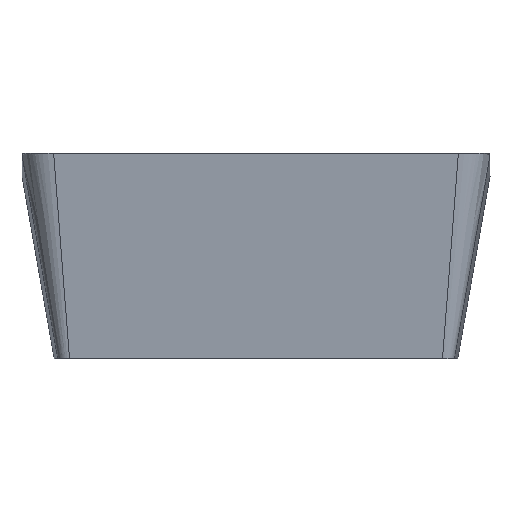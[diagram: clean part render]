
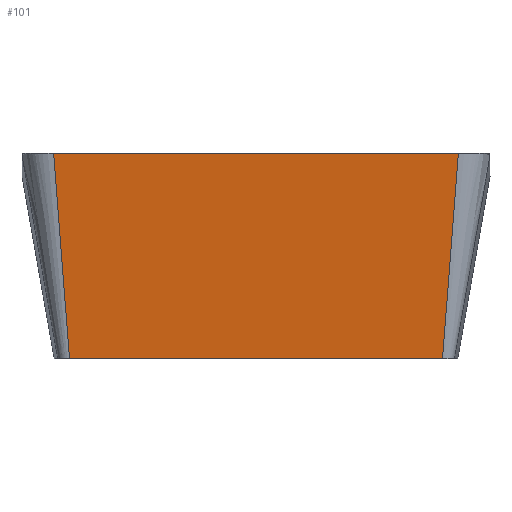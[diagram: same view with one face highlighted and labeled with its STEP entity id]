
A CAD part, front view. The second image highlights one B-rep face of the part: STEP entity #101.
In plain terms, the highlighted planar face has unit normal (0, -0.995, -0.104).
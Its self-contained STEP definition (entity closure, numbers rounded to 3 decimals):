
#64=PLANE('',#536);
#101=ADVANCED_FACE('',(#127),#64,.F.);
#127=FACE_OUTER_BOUND('',#159,.T.);
#159=EDGE_LOOP('',(#286,#287,#288,#289));
#286=ORIENTED_EDGE('',*,*,#398,.F.);
#287=ORIENTED_EDGE('',*,*,#380,.F.);
#288=ORIENTED_EDGE('',*,*,#395,.F.);
#289=ORIENTED_EDGE('',*,*,#387,.T.);
#323=VERTEX_POINT('',#1296);
#324=VERTEX_POINT('',#1298);
#330=VERTEX_POINT('',#1340);
#331=VERTEX_POINT('',#1345);
#380=EDGE_CURVE('',#323,#324,#417,.T.);
#387=EDGE_CURVE('',#331,#330,#475,.T.);
#395=EDGE_CURVE('',#331,#323,#482,.T.);
#398=EDGE_CURVE('',#324,#330,#485,.T.);
#417=LINE('',#1297,#439);
#439=VECTOR('',#602,1.);
#475=B_SPLINE_CURVE_WITH_KNOTS('',3,(#1341,#1342,#1343,#1344),
 .UNSPECIFIED.,.F.,.F.,(4,4),(0.,1.),.UNSPECIFIED.);
#482=B_SPLINE_CURVE_WITH_KNOTS('',3,(#1514,#1515,#1516,#1517),
 .UNSPECIFIED.,.F.,.F.,(4,4),(0.,1.),.UNSPECIFIED.);
#485=B_SPLINE_CURVE_WITH_KNOTS('',3,(#1610,#1611,#1612,#1613),
 .UNSPECIFIED.,.F.,.F.,(4,4),(0.,1.),.UNSPECIFIED.);
#536=AXIS2_PLACEMENT_3D('',#1702,#621,#622);
#602=DIRECTION('',(-1.,0.,0.));
#621=DIRECTION('',(0.,0.995,0.105));
#622=DIRECTION('',(0.,0.105,-0.995));
#1296=CARTESIAN_POINT('',(4.664,-5.81,-5.11));
#1297=CARTESIAN_POINT('',(20.842,-5.81,-5.11));
#1298=CARTESIAN_POINT('',(-4.664,-5.81,-5.11));
#1340=CARTESIAN_POINT('',(-5.06,-6.35,0.03));
#1341=CARTESIAN_POINT('',(5.06,-6.35,0.03));
#1342=CARTESIAN_POINT('',(1.687,-6.35,0.03));
#1343=CARTESIAN_POINT('',(-1.687,-6.35,0.03));
#1344=CARTESIAN_POINT('',(-5.06,-6.35,0.03));
#1345=CARTESIAN_POINT('',(5.06,-6.35,0.03));
#1514=CARTESIAN_POINT('',(5.06,-6.35,0.03));
#1515=CARTESIAN_POINT('',(4.928,-6.17,-1.683));
#1516=CARTESIAN_POINT('',(4.796,-5.99,-3.397));
#1517=CARTESIAN_POINT('',(4.664,-5.81,-5.11));
#1610=CARTESIAN_POINT('',(-4.664,-5.81,-5.11));
#1611=CARTESIAN_POINT('',(-4.796,-5.99,-3.397));
#1612=CARTESIAN_POINT('',(-4.928,-6.17,-1.683));
#1613=CARTESIAN_POINT('',(-5.06,-6.35,0.03));
#1702=CARTESIAN_POINT('',(20.842,-6.35,0.03));
